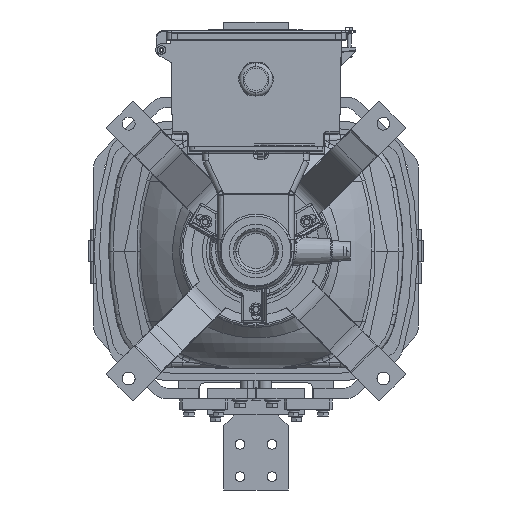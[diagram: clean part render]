
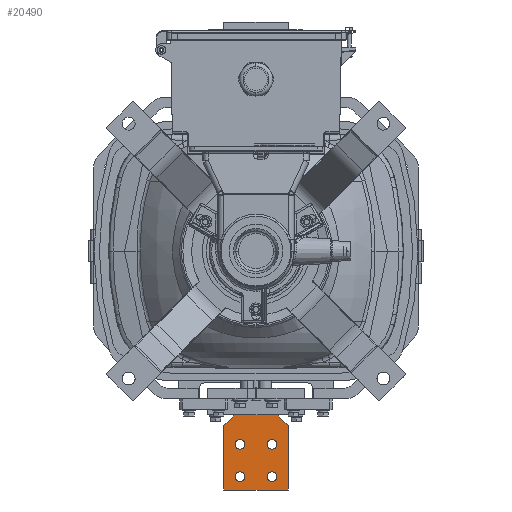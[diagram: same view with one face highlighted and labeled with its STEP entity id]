
A CAD part, front view. The second image highlights one B-rep face of the part: STEP entity #20490.
In plain terms, the highlighted planar face has unit normal (0, -1, 0).
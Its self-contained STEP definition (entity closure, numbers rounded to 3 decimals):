
#20490 = ADVANCED_FACE ( 'NONE', ( #103637, #103679, #103664, #103655, #103675 ), #125276, .F. ) ;
#35683 = AXIS2_PLACEMENT_3D ( 'NONE', #125301, #125369, #125306 ) ;
#59845 = AXIS2_PLACEMENT_3D ( 'NONE', #110369, #110337, #110327 ) ;
#59868 = AXIS2_PLACEMENT_3D ( 'NONE', #110224, #110274, #110289 ) ;
#59887 = AXIS2_PLACEMENT_3D ( 'NONE', #110125, #110144, #110146 ) ;
#60082 = AXIS2_PLACEMENT_3D ( 'NONE', #110333, #110392, #110398 ) ;
#60152 = AXIS2_PLACEMENT_3D ( 'NONE', #82415, #82416, #82419 ) ;
#60246 = AXIS2_PLACEMENT_3D ( 'NONE', #110646, #110704, #110681 ) ;
#60302 = AXIS2_PLACEMENT_3D ( 'NONE', #76887, #76637, #74082 ) ;
#60398 = AXIS2_PLACEMENT_3D ( 'NONE', #82785, #82799, #82782 ) ;
#63073 = ORIENTED_EDGE ( 'NONE', *, *, #123214, .T. ) ;
#63075 = ORIENTED_EDGE ( 'NONE', *, *, #123050, .F. ) ;
#63078 = ORIENTED_EDGE ( 'NONE', *, *, #122719, .T. ) ;
#63081 = ORIENTED_EDGE ( 'NONE', *, *, #122912, .F. ) ;
#63085 = ORIENTED_EDGE ( 'NONE', *, *, #123312, .F. ) ;
#63104 = ORIENTED_EDGE ( 'NONE', *, *, #123018, .T. ) ;
#63112 = ORIENTED_EDGE ( 'NONE', *, *, #123122, .F. ) ;
#63113 = ORIENTED_EDGE ( 'NONE', *, *, #122813, .T. ) ;
#63120 = ORIENTED_EDGE ( 'NONE', *, *, #123172, .F. ) ;
#63142 = ORIENTED_EDGE ( 'NONE', *, *, #122777, .T. ) ;
#63148 = ORIENTED_EDGE ( 'NONE', *, *, #123032, .T. ) ;
#63154 = ORIENTED_EDGE ( 'NONE', *, *, #122696, .T. ) ;
#63187 = ORIENTED_EDGE ( 'NONE', *, *, #122897, .F. ) ;
#63191 = ORIENTED_EDGE ( 'NONE', *, *, #123152, .T. ) ;
#67344 = CIRCLE ( 'NONE', #59887, 9. ) ;
#67408 = CIRCLE ( 'NONE', #59868, 9. ) ;
#67425 = CIRCLE ( 'NONE', #59845, 9. ) ;
#67447 = CIRCLE ( 'NONE', #60082, 9. ) ;
#67511 = VECTOR ( 'NONE', #110531, 1000. ) ;
#67517 = VECTOR ( 'NONE', #110475, 1000. ) ;
#67546 = LINE ( 'NONE', #110484, #67511 ) ;
#67596 = LINE ( 'NONE', #110542, #67517 ) ;
#67655 = CIRCLE ( 'NONE', #60246, 9. ) ;
#67661 = LINE ( 'NONE', #84377, #67667 ) ;
#67667 = VECTOR ( 'NONE', #84409, 1000. ) ;
#67759 = CIRCLE ( 'NONE', #60302, 9. ) ;
#67821 = LINE ( 'NONE', #82398, #67840 ) ;
#67829 = VECTOR ( 'NONE', #82689, 1000. ) ;
#67840 = VECTOR ( 'NONE', #82401, 1000. ) ;
#67898 = LINE ( 'NONE', #82691, #67829 ) ;
#67926 = CIRCLE ( 'NONE', #60152, 9. ) ;
#67978 = CIRCLE ( 'NONE', #60398, 9. ) ;
#68154 = VECTOR ( 'NONE', #83006, 1000. ) ;
#68284 = LINE ( 'NONE', #82988, #68154 ) ;
#74082 = DIRECTION ( 'NONE',  ( 0., 0., 1. ) ) ;
#76637 = DIRECTION ( 'NONE',  ( 0., 1., 0. ) ) ;
#76887 = CARTESIAN_POINT ( 'NONE',  ( -30., 1781.1, -360.4 ) ) ;
#82398 = CARTESIAN_POINT ( 'NONE',  ( 60., 1781.1, -445.4 ) ) ;
#82401 = DIRECTION ( 'NONE',  ( -1., 0., 0. ) ) ;
#82415 = CARTESIAN_POINT ( 'NONE',  ( 30., 1781.1, -360.4 ) ) ;
#82416 = DIRECTION ( 'NONE',  ( 0., 1., 0. ) ) ;
#82419 = DIRECTION ( 'NONE',  ( 0., 0., 1. ) ) ;
#82689 = DIRECTION ( 'NONE',  ( 0.707, 0., 0.707 ) ) ;
#82691 = CARTESIAN_POINT ( 'NONE',  ( -40., 1781.1, -305.4 ) ) ;
#82782 = DIRECTION ( 'NONE',  ( 0., 0., 1. ) ) ;
#82785 = CARTESIAN_POINT ( 'NONE',  ( -30., 1781.1, -420.4 ) ) ;
#82799 = DIRECTION ( 'NONE',  ( 0., 1., 0. ) ) ;
#82988 = CARTESIAN_POINT ( 'NONE',  ( 60., 1781.1, -325.4 ) ) ;
#83006 = DIRECTION ( 'NONE',  ( 0.707, 0., -0.707 ) ) ;
#84377 = CARTESIAN_POINT ( 'NONE',  ( 40., 1781.1, -305.4 ) ) ;
#84409 = DIRECTION ( 'NONE',  ( 1., 0., 0. ) ) ;
#96877 = CARTESIAN_POINT ( 'NONE',  ( -30., 1781.1, -429.4 ) ) ;
#96909 = CARTESIAN_POINT ( 'NONE',  ( -30., 1781.1, -411.4 ) ) ;
#96948 = CARTESIAN_POINT ( 'NONE',  ( 30., 1781.1, -351.4 ) ) ;
#96981 = CARTESIAN_POINT ( 'NONE',  ( 60., 1781.1, -445.4 ) ) ;
#97002 = CARTESIAN_POINT ( 'NONE',  ( 30., 1781.1, -369.4 ) ) ;
#97050 = CARTESIAN_POINT ( 'NONE',  ( 30., 1781.1, -429.4 ) ) ;
#99023 = CARTESIAN_POINT ( 'NONE',  ( 40., 1781.1, -305.4 ) ) ;
#103637 = FACE_BOUND ( 'NONE', #127803, .T. ) ;
#103655 = FACE_BOUND ( 'NONE', #127805, .T. ) ;
#103664 = FACE_OUTER_BOUND ( 'NONE', #127849, .T. ) ;
#103675 = FACE_BOUND ( 'NONE', #127821, .T. ) ;
#103679 = FACE_BOUND ( 'NONE', #127858, .T. ) ;
#105078 = CARTESIAN_POINT ( 'NONE',  ( -40., 1781.1, -305.4 ) ) ;
#108218 = CARTESIAN_POINT ( 'NONE',  ( -30., 1781.1, -369.4 ) ) ;
#108219 = CARTESIAN_POINT ( 'NONE',  ( -60., 1781.1, -325.4 ) ) ;
#108284 = CARTESIAN_POINT ( 'NONE',  ( -30., 1781.1, -351.4 ) ) ;
#108292 = CARTESIAN_POINT ( 'NONE',  ( 60., 1781.1, -325.4 ) ) ;
#108305 = CARTESIAN_POINT ( 'NONE',  ( -60., 1781.1, -445.4 ) ) ;
#108795 = CARTESIAN_POINT ( 'NONE',  ( 30., 1781.1, -411.4 ) ) ;
#110125 = CARTESIAN_POINT ( 'NONE',  ( 30., 1781.1, -360.4 ) ) ;
#110144 = DIRECTION ( 'NONE',  ( 0., 1., 0. ) ) ;
#110146 = DIRECTION ( 'NONE',  ( 0., 0., 1. ) ) ;
#110224 = CARTESIAN_POINT ( 'NONE',  ( -30., 1781.1, -420.4 ) ) ;
#110274 = DIRECTION ( 'NONE',  ( 0., 1., 0. ) ) ;
#110289 = DIRECTION ( 'NONE',  ( 0., 0., 1. ) ) ;
#110327 = DIRECTION ( 'NONE',  ( 0., 0., 1. ) ) ;
#110333 = CARTESIAN_POINT ( 'NONE',  ( 30., 1781.1, -420.4 ) ) ;
#110337 = DIRECTION ( 'NONE',  ( 0., 1., 0. ) ) ;
#110369 = CARTESIAN_POINT ( 'NONE',  ( -30., 1781.1, -360.4 ) ) ;
#110392 = DIRECTION ( 'NONE',  ( 0., 1., 0. ) ) ;
#110398 = DIRECTION ( 'NONE',  ( 0., 0., 1. ) ) ;
#110475 = DIRECTION ( 'NONE',  ( 0., 0., -1. ) ) ;
#110484 = CARTESIAN_POINT ( 'NONE',  ( -60., 1781.1, -445.4 ) ) ;
#110531 = DIRECTION ( 'NONE',  ( 0., 0., 1. ) ) ;
#110542 = CARTESIAN_POINT ( 'NONE',  ( 60., 1781.1, -445.4 ) ) ;
#110646 = CARTESIAN_POINT ( 'NONE',  ( 30., 1781.1, -420.4 ) ) ;
#110681 = DIRECTION ( 'NONE',  ( 0., 0., 1. ) ) ;
#110704 = DIRECTION ( 'NONE',  ( 0., 1., 0. ) ) ;
#115347 = VERTEX_POINT ( 'NONE', #96909 ) ;
#115350 = VERTEX_POINT ( 'NONE', #96877 ) ;
#115366 = VERTEX_POINT ( 'NONE', #96948 ) ;
#115386 = VERTEX_POINT ( 'NONE', #97002 ) ;
#115395 = VERTEX_POINT ( 'NONE', #96981 ) ;
#115397 = VERTEX_POINT ( 'NONE', #97050 ) ;
#115407 = VERTEX_POINT ( 'NONE', #108795 ) ;
#115421 = VERTEX_POINT ( 'NONE', #108218 ) ;
#115422 = VERTEX_POINT ( 'NONE', #108219 ) ;
#115450 = VERTEX_POINT ( 'NONE', #108305 ) ;
#115453 = VERTEX_POINT ( 'NONE', #108292 ) ;
#115458 = VERTEX_POINT ( 'NONE', #108284 ) ;
#116955 = VERTEX_POINT ( 'NONE', #105078 ) ;
#117130 = VERTEX_POINT ( 'NONE', #99023 ) ;
#122696 = EDGE_CURVE ( 'NONE', #115386, #115366, #67344, .T. ) ;
#122719 = EDGE_CURVE ( 'NONE', #115350, #115347, #67408, .T. ) ;
#122777 = EDGE_CURVE ( 'NONE', #115458, #115421, #67425, .T. ) ;
#122813 = EDGE_CURVE ( 'NONE', #115397, #115407, #67447, .T. ) ;
#122897 = EDGE_CURVE ( 'NONE', #115450, #115422, #67546, .T. ) ;
#122912 = EDGE_CURVE ( 'NONE', #115453, #115395, #67596, .T. ) ;
#123018 = EDGE_CURVE ( 'NONE', #115407, #115397, #67655, .T. ) ;
#123032 = EDGE_CURVE ( 'NONE', #115421, #115458, #67759, .T. ) ;
#123050 = EDGE_CURVE ( 'NONE', #116955, #117130, #67661, .T. ) ;
#123122 = EDGE_CURVE ( 'NONE', #115395, #115450, #67821, .T. ) ;
#123152 = EDGE_CURVE ( 'NONE', #115366, #115386, #67926, .T. ) ;
#123172 = EDGE_CURVE ( 'NONE', #115422, #116955, #67898, .T. ) ;
#123214 = EDGE_CURVE ( 'NONE', #115347, #115350, #67978, .T. ) ;
#123312 = EDGE_CURVE ( 'NONE', #117130, #115453, #68284, .T. ) ;
#125276 = PLANE ( 'NONE',  #35683 ) ;
#125301 = CARTESIAN_POINT ( 'NONE',  ( -60., 1781.1, -445.4 ) ) ;
#125306 = DIRECTION ( 'NONE',  ( 0., 0., 1. ) ) ;
#125369 = DIRECTION ( 'NONE',  ( 0., 1., 0. ) ) ;
#127803 = EDGE_LOOP ( 'NONE', ( #63078, #63073 ) ) ;
#127805 = EDGE_LOOP ( 'NONE', ( #63154, #63191 ) ) ;
#127821 = EDGE_LOOP ( 'NONE', ( #63148, #63142 ) ) ;
#127849 = EDGE_LOOP ( 'NONE', ( #63112, #63081, #63085, #63075, #63120, #63187 ) ) ;
#127858 = EDGE_LOOP ( 'NONE', ( #63113, #63104 ) ) ;
